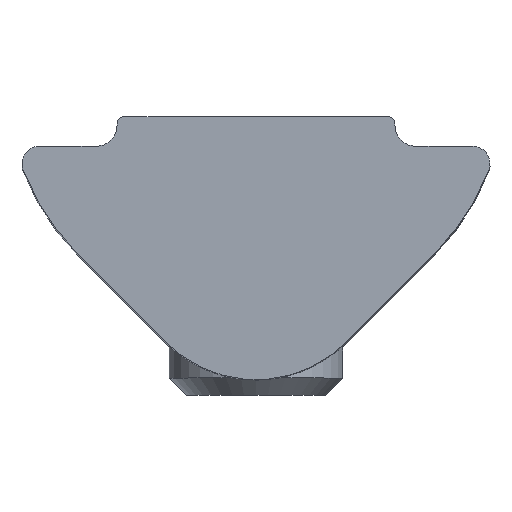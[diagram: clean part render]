
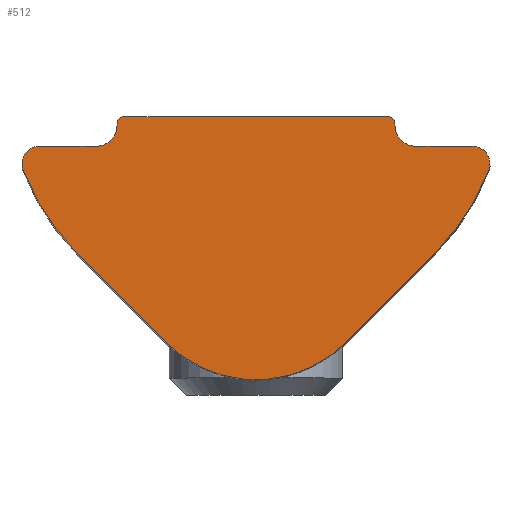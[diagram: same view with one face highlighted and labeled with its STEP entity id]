
A CAD part, top view. The second image highlights one B-rep face of the part: STEP entity #512.
In plain terms, the highlighted planar face has unit normal (0, 0, 1).
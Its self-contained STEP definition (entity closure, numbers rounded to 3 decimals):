
#27 = CARTESIAN_POINT ( 'NONE',  ( -3.999, 0.65, 14. ) ) ;
#42 = CARTESIAN_POINT ( 'NONE',  ( 6.236, 0., 14. ) ) ;
#44 = CARTESIAN_POINT ( 'NONE',  ( 4.001, 0.6, 14. ) ) ;
#45 = DIRECTION ( 'NONE',  ( 0., 0., -1. ) ) ;
#57 = CIRCLE ( 'NONE', #457, 0.501 ) ;
#82 = EDGE_CURVE ( 'NONE', #836, #96, #819, .T. ) ;
#94 = CARTESIAN_POINT ( 'NONE',  ( -6.234, -0.501, 14. ) ) ;
#96 = VERTEX_POINT ( 'NONE', #1293 ) ;
#101 = VERTEX_POINT ( 'NONE', #347 ) ;
#109 = VERTEX_POINT ( 'NONE', #44 ) ;
#117 = ORIENTED_EDGE ( 'NONE', *, *, #487, .T. ) ;
#135 = ORIENTED_EDGE ( 'NONE', *, *, #1234, .T. ) ;
#136 = CARTESIAN_POINT ( 'NONE',  ( 3.801, 0.65, 14. ) ) ;
#144 = AXIS2_PLACEMENT_3D ( 'NONE', #94, #542, #322 ) ;
#159 = CARTESIAN_POINT ( 'NONE',  ( 0.001, 1.949, 14. ) ) ;
#160 = EDGE_CURVE ( 'NONE', #1269, #877, #523, .T. ) ;
#162 = AXIS2_PLACEMENT_3D ( 'NONE', #983, #45, #263 ) ;
#163 = DIRECTION ( 'NONE',  ( 0., 0., -1. ) ) ;
#168 = VECTOR ( 'NONE', #1296, 1000. ) ;
#200 = ORIENTED_EDGE ( 'NONE', *, *, #333, .F. ) ;
#211 = CIRCLE ( 'NONE', #162, 0.6 ) ;
#212 = ORIENTED_EDGE ( 'NONE', *, *, #806, .F. ) ;
#216 = VERTEX_POINT ( 'NONE', #588 ) ;
#224 = CARTESIAN_POINT ( 'NONE',  ( -6.735, -0.501, 14. ) ) ;
#239 = LINE ( 'NONE', #42, #168 ) ;
#246 = DIRECTION ( 'NONE',  ( 0., 0., 1. ) ) ;
#251 = LINE ( 'NONE', #1092, #645 ) ;
#252 = DIRECTION ( 'NONE',  ( 0., 0., -1. ) ) ;
#253 = DIRECTION ( 'NONE',  ( -1., 0., 0. ) ) ;
#263 = DIRECTION ( 'NONE',  ( -1., 0., 0. ) ) ;
#270 = LINE ( 'NONE', #1330, #756 ) ;
#284 = DIRECTION ( 'NONE',  ( -1., 0., 0. ) ) ;
#296 = DIRECTION ( 'NONE',  ( 0., 0., 1. ) ) ;
#321 = LINE ( 'NONE', #1054, #777 ) ;
#322 = DIRECTION ( 'NONE',  ( -1., 0., 0. ) ) ;
#329 = ORIENTED_EDGE ( 'NONE', *, *, #660, .T. ) ;
#333 = EDGE_CURVE ( 'NONE', #708, #701, #607, .T. ) ;
#347 = CARTESIAN_POINT ( 'NONE',  ( -2.582, -5.651, 14. ) ) ;
#359 = DIRECTION ( 'NONE',  ( 0., 0., -1. ) ) ;
#360 = FACE_OUTER_BOUND ( 'NONE', #1111, .T. ) ;
#364 = CARTESIAN_POINT ( 'NONE',  ( -6.234, -0.501, 14. ) ) ;
#370 = CIRCLE ( 'NONE', #863, 0.501 ) ;
#371 = ORIENTED_EDGE ( 'NONE', *, *, #433, .T. ) ;
#377 = CARTESIAN_POINT ( 'NONE',  ( 4.001, 0.65, 14. ) ) ;
#393 = VERTEX_POINT ( 'NONE', #446 ) ;
#433 = EDGE_CURVE ( 'NONE', #836, #435, #974, .T. ) ;
#435 = VERTEX_POINT ( 'NONE', #755 ) ;
#441 = VERTEX_POINT ( 'NONE', #774 ) ;
#442 = EDGE_CURVE ( 'NONE', #393, #916, #1329, .T. ) ;
#444 = VERTEX_POINT ( 'NONE', #1291 ) ;
#446 = CARTESIAN_POINT ( 'NONE',  ( -6.7, -0.684, 14. ) ) ;
#450 = EDGE_CURVE ( 'NONE', #916, #101, #251, .T. ) ;
#453 = DIRECTION ( 'NONE',  ( 0., 0., 1. ) ) ;
#457 = AXIS2_PLACEMENT_3D ( 'NONE', #958, #463, #761 ) ;
#458 = CARTESIAN_POINT ( 'NONE',  ( -4.599, 0., 14. ) ) ;
#463 = DIRECTION ( 'NONE',  ( 0., 0., -1. ) ) ;
#474 = DIRECTION ( 'NONE',  ( 0.707, -0.707, 0. ) ) ;
#480 = CIRCLE ( 'NONE', #1194, 3.652 ) ;
#481 = AXIS2_PLACEMENT_3D ( 'NONE', #664, #252, #568 ) ;
#487 = EDGE_CURVE ( 'NONE', #444, #641, #239, .T. ) ;
#489 = CARTESIAN_POINT ( 'NONE',  ( 3.801, 0.85, 14. ) ) ;
#493 = CARTESIAN_POINT ( 'NONE',  ( -4.599, 0.6, 14. ) ) ;
#495 = EDGE_CURVE ( 'NONE', #444, #1076, #57, .T. ) ;
#503 = CIRCLE ( 'NONE', #885, 7.2 ) ;
#512 = ADVANCED_FACE ( 'NONE', ( #360 ), #1183, .T. ) ;
#523 = CIRCLE ( 'NONE', #1058, 0.2 ) ;
#535 = ORIENTED_EDGE ( 'NONE', *, *, #450, .T. ) ;
#542 = DIRECTION ( 'NONE',  ( 0., 0., -1. ) ) ;
#565 = ORIENTED_EDGE ( 'NONE', *, *, #1273, .T. ) ;
#568 = DIRECTION ( 'NONE',  ( -1., 0., 0. ) ) ;
#585 = CARTESIAN_POINT ( 'NONE',  ( -5.09, -3.142, 14. ) ) ;
#588 = CARTESIAN_POINT ( 'NONE',  ( 2.584, -5.651, 14. ) ) ;
#607 = CIRCLE ( 'NONE', #144, 0.501 ) ;
#621 = EDGE_CURVE ( 'NONE', #101, #216, #480, .T. ) ;
#623 = ORIENTED_EDGE ( 'NONE', *, *, #621, .T. ) ;
#641 = VERTEX_POINT ( 'NONE', #1304 ) ;
#645 = VECTOR ( 'NONE', #474, 1000. ) ;
#660 = EDGE_CURVE ( 'NONE', #441, #1076, #503, .T. ) ;
#663 = DIRECTION ( 'NONE',  ( 1., 0., 0. ) ) ;
#664 = CARTESIAN_POINT ( 'NONE',  ( -3.799, 0.65, 14. ) ) ;
#698 = DIRECTION ( 'NONE',  ( -1., 0., 0. ) ) ;
#701 = VERTEX_POINT ( 'NONE', #1245 ) ;
#708 = VERTEX_POINT ( 'NONE', #224 ) ;
#709 = DIRECTION ( 'NONE',  ( -1., 0., 0. ) ) ;
#721 = ORIENTED_EDGE ( 'NONE', *, *, #82, .F. ) ;
#723 = EDGE_CURVE ( 'NONE', #109, #1269, #321, .T. ) ;
#737 = AXIS2_PLACEMENT_3D ( 'NONE', #986, #453, #1276 ) ;
#755 = CARTESIAN_POINT ( 'NONE',  ( -3.999, 0.6, 14. ) ) ;
#756 = VECTOR ( 'NONE', #1233, 1000. ) ;
#761 = DIRECTION ( 'NONE',  ( -1., 0., 0. ) ) ;
#771 = LINE ( 'NONE', #1218, #1037 ) ;
#774 = CARTESIAN_POINT ( 'NONE',  ( 5.092, -3.142, 14. ) ) ;
#777 = VECTOR ( 'NONE', #1237, 1000. ) ;
#798 = CIRCLE ( 'NONE', #1282, 0.6 ) ;
#806 = EDGE_CURVE ( 'NONE', #393, #708, #370, .T. ) ;
#819 = CIRCLE ( 'NONE', #481, 0.2 ) ;
#836 = VERTEX_POINT ( 'NONE', #1071 ) ;
#844 = AXIS2_PLACEMENT_3D ( 'NONE', #136, #246, #663 ) ;
#863 = AXIS2_PLACEMENT_3D ( 'NONE', #364, #359, #1077 ) ;
#877 = VERTEX_POINT ( 'NONE', #489 ) ;
#885 = AXIS2_PLACEMENT_3D ( 'NONE', #159, #994, #892 ) ;
#889 = ORIENTED_EDGE ( 'NONE', *, *, #442, .T. ) ;
#892 = DIRECTION ( 'NONE',  ( -1., 0., 0. ) ) ;
#916 = VERTEX_POINT ( 'NONE', #585 ) ;
#922 = ORIENTED_EDGE ( 'NONE', *, *, #723, .T. ) ;
#955 = CARTESIAN_POINT ( 'NONE',  ( 6.702, -0.684, 14. ) ) ;
#958 = CARTESIAN_POINT ( 'NONE',  ( 6.236, -0.501, 14. ) ) ;
#974 = LINE ( 'NONE', #27, #1152 ) ;
#983 = CARTESIAN_POINT ( 'NONE',  ( 4.601, 0.6, 14. ) ) ;
#986 = CARTESIAN_POINT ( 'NONE',  ( 0.001, 1.949, 14. ) ) ;
#994 = DIRECTION ( 'NONE',  ( 0., 0., 1. ) ) ;
#995 = VECTOR ( 'NONE', #253, 1000. ) ;
#1037 = VECTOR ( 'NONE', #1087, 1000. ) ;
#1054 = CARTESIAN_POINT ( 'NONE',  ( 4.001, 0.6, 14. ) ) ;
#1058 = AXIS2_PLACEMENT_3D ( 'NONE', #1215, #1341, #284 ) ;
#1070 = VERTEX_POINT ( 'NONE', #458 ) ;
#1071 = CARTESIAN_POINT ( 'NONE',  ( -3.999, 0.65, 14. ) ) ;
#1076 = VERTEX_POINT ( 'NONE', #955 ) ;
#1077 = DIRECTION ( 'NONE',  ( -1., 0., 0. ) ) ;
#1087 = DIRECTION ( 'NONE',  ( -1., 0., 0. ) ) ;
#1092 = CARTESIAN_POINT ( 'NONE',  ( -5.09, -3.142, 14. ) ) ;
#1101 = LINE ( 'NONE', #1313, #995 ) ;
#1111 = EDGE_LOOP ( 'NONE', ( #1286, #117, #1310, #922, #1124, #1294, #721, #371, #135, #1317, #200, #212, #889, #535, #623, #565, #329 ) ) ;
#1124 = ORIENTED_EDGE ( 'NONE', *, *, #160, .T. ) ;
#1152 = VECTOR ( 'NONE', #1195, 1000. ) ;
#1183 = PLANE ( 'NONE',  #844 ) ;
#1190 = EDGE_CURVE ( 'NONE', #1070, #701, #1101, .T. ) ;
#1194 = AXIS2_PLACEMENT_3D ( 'NONE', #1324, #296, #709 ) ;
#1195 = DIRECTION ( 'NONE',  ( 0., -1., 0. ) ) ;
#1198 = EDGE_CURVE ( 'NONE', #877, #96, #771, .T. ) ;
#1215 = CARTESIAN_POINT ( 'NONE',  ( 3.801, 0.65, 14. ) ) ;
#1218 = CARTESIAN_POINT ( 'NONE',  ( 3.801, 0.85, 14. ) ) ;
#1233 = DIRECTION ( 'NONE',  ( 0.707, 0.707, 0. ) ) ;
#1234 = EDGE_CURVE ( 'NONE', #435, #1070, #798, .T. ) ;
#1237 = DIRECTION ( 'NONE',  ( 0., 1., 0. ) ) ;
#1245 = CARTESIAN_POINT ( 'NONE',  ( -6.234, 0., 14. ) ) ;
#1268 = EDGE_CURVE ( 'NONE', #641, #109, #211, .T. ) ;
#1269 = VERTEX_POINT ( 'NONE', #377 ) ;
#1273 = EDGE_CURVE ( 'NONE', #216, #441, #270, .T. ) ;
#1276 = DIRECTION ( 'NONE',  ( -1., 0., 0. ) ) ;
#1282 = AXIS2_PLACEMENT_3D ( 'NONE', #493, #163, #698 ) ;
#1286 = ORIENTED_EDGE ( 'NONE', *, *, #495, .F. ) ;
#1291 = CARTESIAN_POINT ( 'NONE',  ( 6.236, 0., 14. ) ) ;
#1293 = CARTESIAN_POINT ( 'NONE',  ( -3.799, 0.85, 14. ) ) ;
#1294 = ORIENTED_EDGE ( 'NONE', *, *, #1198, .T. ) ;
#1296 = DIRECTION ( 'NONE',  ( -1., 0., 0. ) ) ;
#1304 = CARTESIAN_POINT ( 'NONE',  ( 4.601, 0., 14. ) ) ;
#1310 = ORIENTED_EDGE ( 'NONE', *, *, #1268, .T. ) ;
#1313 = CARTESIAN_POINT ( 'NONE',  ( -4.599, 0., 14. ) ) ;
#1317 = ORIENTED_EDGE ( 'NONE', *, *, #1190, .T. ) ;
#1324 = CARTESIAN_POINT ( 'NONE',  ( 0.001, -3.068, 14. ) ) ;
#1329 = CIRCLE ( 'NONE', #737, 7.2 ) ;
#1330 = CARTESIAN_POINT ( 'NONE',  ( 2.584, -5.651, 14. ) ) ;
#1341 = DIRECTION ( 'NONE',  ( 0., 0., 1. ) ) ;
